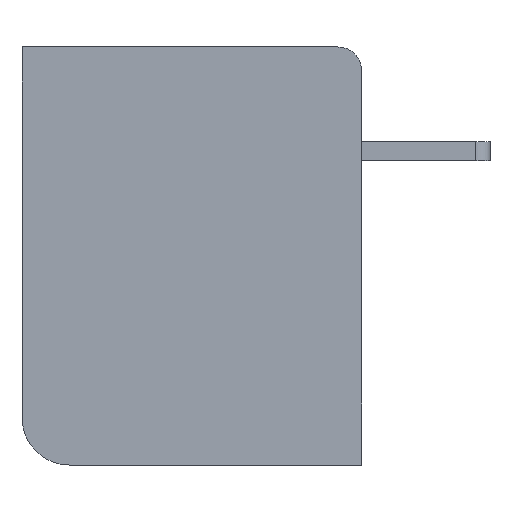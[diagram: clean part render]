
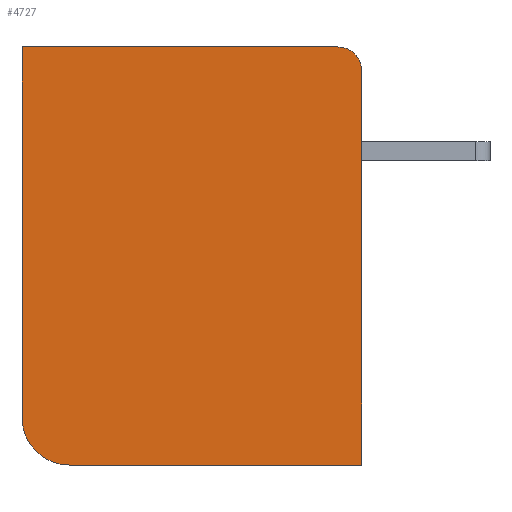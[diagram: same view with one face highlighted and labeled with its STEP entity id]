
A CAD part, left-side view. The second image highlights one B-rep face of the part: STEP entity #4727.
In plain terms, the highlighted planar face has unit normal (-1, 0, 0).
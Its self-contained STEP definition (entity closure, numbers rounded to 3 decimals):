
#4644=VERTEX_POINT('NONE',#4645);
#4645=CARTESIAN_POINT('',(-15.0,1.0,4.4));
#4710=VERTEX_POINT('NONE',#4711);
#4711=CARTESIAN_POINT('',(-15.0,14.3,4.4));
#4717=EDGE_CURVE('NONE',#4710,#4644,#4718,.F.);
#4718=LINE('',#4719,#4720);
#4719=CARTESIAN_POINT('',(-15.0,14.3,4.4));
#4720=VECTOR('',#4721,1.0);
#4721=DIRECTION('',(0.0,1.0,0.));
#4727=ADVANCED_FACE('NONE',(#4728),#4771,.F.);
#4728=FACE_BOUND('NONE',#4729,.T.);
#4729=EDGE_LOOP('',(#4730,#4738,#4747,#4755,#4763,#4770));
#4730=ORIENTED_EDGE('',*,*,#4731,.T.);
#4731=EDGE_CURVE('NONE',#4710,#4732,#4734,.F.);
#4732=VERTEX_POINT('NONE',#4733);
#4733=CARTESIAN_POINT('',(-15.0,14.3,-11.2));
#4734=LINE('',#4735,#4736);
#4735=CARTESIAN_POINT('',(-15.0,14.3,3.4));
#4736=VECTOR('',#4737,1.0);
#4737=DIRECTION('',(0.0,0.0,1.0));
#4738=ORIENTED_EDGE('',*,*,#4739,.T.);
#4739=EDGE_CURVE('NONE',#4732,#4740,#4742,.F.);
#4740=VERTEX_POINT('NONE',#4741);
#4741=CARTESIAN_POINT('',(-15.0,12.3,-13.2));
#4742=CIRCLE('',#4743,2.0);
#4743=AXIS2_PLACEMENT_3D('',#4744,#4745,#4746);
#4744=CARTESIAN_POINT('',(-15.0,12.3,-11.2));
#4745=DIRECTION('',(1.0,0.0,0.0));
#4746=DIRECTION('',(0.0,0.0,1.0));
#4747=ORIENTED_EDGE('',*,*,#4748,.T.);
#4748=EDGE_CURVE('NONE',#4740,#4749,#4751,.F.);
#4749=VERTEX_POINT('NONE',#4750);
#4750=CARTESIAN_POINT('',(-15.0,0.0,-13.2));
#4751=LINE('',#4752,#4753);
#4752=CARTESIAN_POINT('',(-15.0,1.0,-13.2));
#4753=VECTOR('',#4754,1.0);
#4754=DIRECTION('',(0.0,1.0,0.0));
#4755=ORIENTED_EDGE('',*,*,#4756,.T.);
#4756=EDGE_CURVE('NONE',#4749,#4757,#4759,.F.);
#4757=VERTEX_POINT('NONE',#4758);
#4758=CARTESIAN_POINT('',(-15.0,0.,3.4));
#4759=LINE('',#4760,#4761);
#4760=CARTESIAN_POINT('',(-15.0,0.0,3.4));
#4761=VECTOR('',#4762,1.0);
#4762=DIRECTION('',(0.0,0.0,-1.0));
#4763=ORIENTED_EDGE('',*,*,#4764,.T.);
#4764=EDGE_CURVE('NONE',#4757,#4644,#4765,.F.);
#4765=CIRCLE('',#4766,1.0);
#4766=AXIS2_PLACEMENT_3D('',#4767,#4768,#4769);
#4767=CARTESIAN_POINT('',(-15.0,1.0,3.4));
#4768=DIRECTION('',(1.0,0.0,0.0));
#4769=DIRECTION('',(0.0,0.0,1.0));
#4770=ORIENTED_EDGE('',*,*,#4717,.F.);
#4771=PLANE('',#4772);
#4772=AXIS2_PLACEMENT_3D('',#4773,#4774,#4775);
#4773=CARTESIAN_POINT('',(-15.0,1.0,3.4));
#4774=DIRECTION('',(1.0,0.0,0.0));
#4775=DIRECTION('',(0.0,0.0,-1.0));
